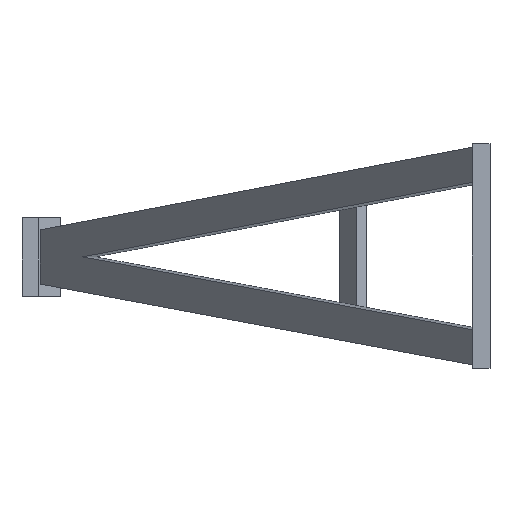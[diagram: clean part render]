
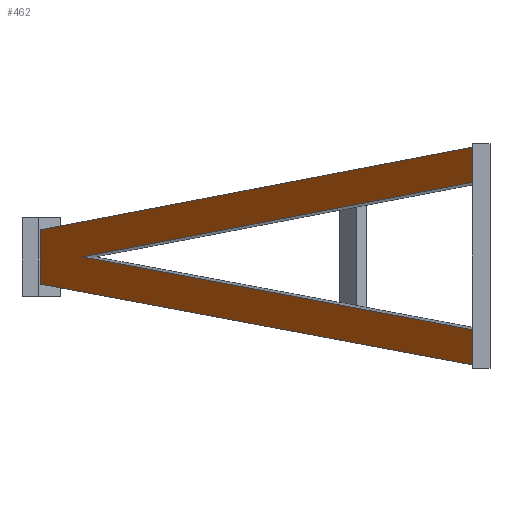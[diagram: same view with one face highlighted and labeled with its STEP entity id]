
A CAD part, top view. The second image highlights one B-rep face of the part: STEP entity #462.
In plain terms, the highlighted planar face has unit normal (-0.777, 0, 0.63).
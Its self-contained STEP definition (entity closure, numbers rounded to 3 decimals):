
#1=DIRECTION('',(0.,1.,0.));
#2=VECTOR('',#1,2.032);
#3=CARTESIAN_POINT('',(221.887,-6.426,-111.598));
#4=LINE('138',#3,#2);
#5=DIRECTION('',(0.625,-0.118,0.771));
#6=VECTOR('',#5,41.085);
#7=CARTESIAN_POINT('',(196.199,-1.571,-143.292));
#8=LINE('146',#7,#6);
#9=DIRECTION('',(0.,-1.,0.));
#10=VECTOR('',#9,3.142);
#11=CARTESIAN_POINT('',(196.199,1.571,-143.292));
#12=LINE('124',#11,#10);
#13=DIRECTION('',(-0.625,-0.118,-0.771));
#14=VECTOR('',#13,41.085);
#15=CARTESIAN_POINT('',(221.887,6.426,-111.598));
#16=LINE('161',#15,#14);
#17=DIRECTION('',(0.,1.,0.));
#18=VECTOR('',#17,2.032);
#19=CARTESIAN_POINT('',(221.887,4.394,-111.598));
#20=LINE('153',#19,#18);
#21=DIRECTION('',(0.625,0.118,0.771));
#22=VECTOR('',#21,37.185);
#23=CARTESIAN_POINT('',(198.637,0.,-140.284));
#24=LINE('159',#23,#22);
#25=DIRECTION('',(-0.625,0.118,-0.771));
#26=VECTOR('',#25,37.185);
#27=CARTESIAN_POINT('',(221.887,-4.394,-111.598));
#28=LINE('144',#27,#26);
#357=CARTESIAN_POINT('',(198.637,0.,-140.284));
#359=VERTEX_POINT('',#357);
#361=CARTESIAN_POINT('',(196.199,1.571,-143.292));
#362=CARTESIAN_POINT('',(196.199,-1.571,-143.292));
#363=VERTEX_POINT('',#361);
#364=VERTEX_POINT('',#362);
#387=CARTESIAN_POINT('',(221.887,-6.426,-111.598));
#388=CARTESIAN_POINT('',(221.887,-4.394,-111.598));
#389=VERTEX_POINT('',#387);
#390=VERTEX_POINT('',#388);
#405=CARTESIAN_POINT('',(221.887,4.394,-111.598));
#406=CARTESIAN_POINT('',(221.887,6.426,-111.598));
#407=VERTEX_POINT('',#405);
#408=VERTEX_POINT('',#406);
#441=CARTESIAN_POINT('',(278.131,0.,-42.203));
#442=DIRECTION('',(-0.777,0.,0.63));
#443=DIRECTION('',(0.,1.,0.));
#444=AXIS2_PLACEMENT_3D('',#441,#442,#443);
#445=PLANE('84',#444);
#447=ORIENTED_EDGE('138',*,*,#446,.F.);
#449=ORIENTED_EDGE('146',*,*,#448,.F.);
#451=ORIENTED_EDGE('124',*,*,#450,.F.);
#453=ORIENTED_EDGE('161',*,*,#452,.F.);
#455=ORIENTED_EDGE('153',*,*,#454,.F.);
#457=ORIENTED_EDGE('159',*,*,#456,.F.);
#459=ORIENTED_EDGE('144',*,*,#458,.F.);
#460=EDGE_LOOP('84',(#447,#449,#451,#453,#455,#457,#459));
#461=FACE_OUTER_BOUND('84',#460,.F.);
#462=ADVANCED_FACE('84',(#461),#445,.T.);
#446=EDGE_CURVE('138',#389,#390,#4,.T.);
#448=EDGE_CURVE('146',#364,#389,#8,.T.);
#450=EDGE_CURVE('124',#363,#364,#12,.T.);
#452=EDGE_CURVE('161',#408,#363,#16,.T.);
#454=EDGE_CURVE('153',#407,#408,#20,.T.);
#456=EDGE_CURVE('159',#359,#407,#24,.T.);
#458=EDGE_CURVE('144',#390,#359,#28,.T.);
